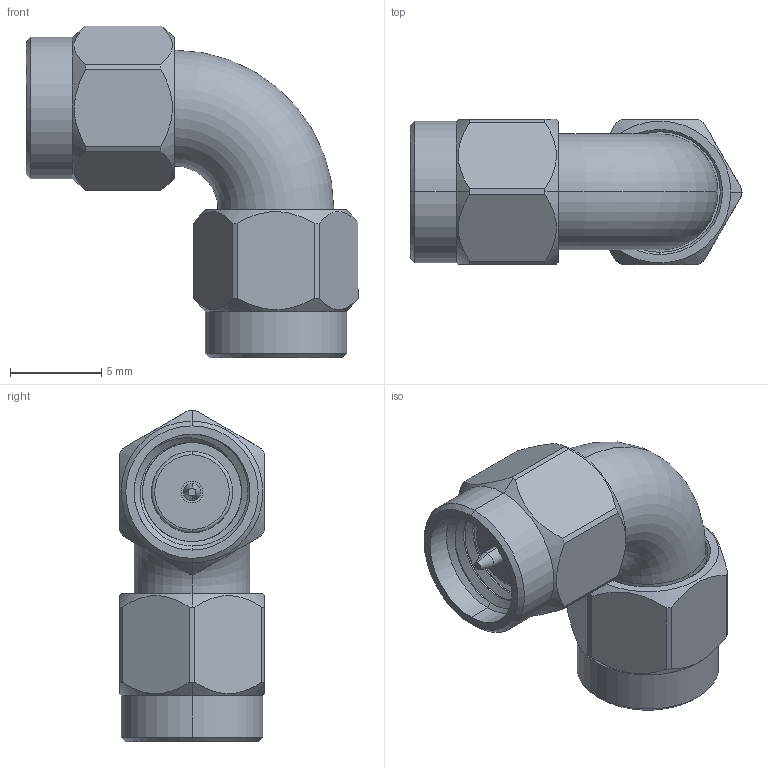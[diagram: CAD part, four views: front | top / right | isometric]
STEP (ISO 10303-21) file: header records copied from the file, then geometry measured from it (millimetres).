
FILE_DESCRIPTION (( 'STEP AP203' ), '1' );
FILE_NAME ('PE91154-SM5283.step', '2018-10-29T16:14:28', ( '' ), ( '' ), 'SwSTEP 2.0', 'SolidWorks 2017', '' );
FILE_SCHEMA (( 'CONFIG_CONTROL_DESIGN' ));
Length unit declared in the file: inch
Products named in the file (1): PE91154-SM5283
Bounding box: 18.19 x 7.94 x 18.19 mm (x, y, z)
Volume: 903 mm3; surface area: 1172.9 mm2
Topology: 1 solids, 1 shells, 128 faces, 310 edges, 196 vertices
Faces by surface type: cylinder 64, cone 26, plane 26, torus 6, bspline 6
Entity records: 5645 total; most frequent: CARTESIAN_POINT 2723, ORIENTED_EDGE 620, DIRECTION 582, EDGE_CURVE 310, AXIS2_PLACEMENT_3D 241, VERTEX_POINT 196, EDGE_LOOP 140, ADVANCED_FACE 128
